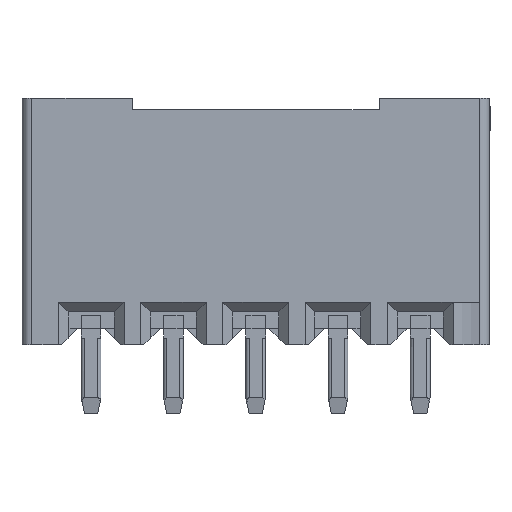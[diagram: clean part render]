
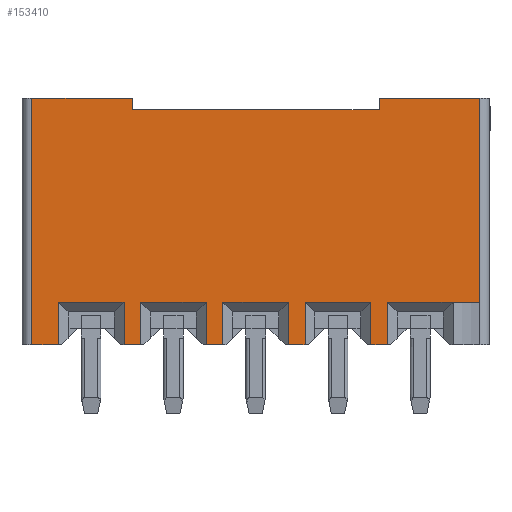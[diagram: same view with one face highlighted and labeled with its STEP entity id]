
A CAD part, front view. The second image highlights one B-rep face of the part: STEP entity #153410.
In plain terms, the highlighted planar face has unit normal (0, -1, 0).
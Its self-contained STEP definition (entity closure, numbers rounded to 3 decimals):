
#8670=CARTESIAN_POINT('',(-2.689,-17.222,2.8));
#8680=VERTEX_POINT('',#8670);
#8710=CARTESIAN_POINT('',(-2.689,-17.222,-12.034));
#8720=DIRECTION('',(0.,0.,1.));
#8730=VECTOR('',#8720,1.);
#8740=LINE('',#8710,#8730);
#8750=CARTESIAN_POINT('',(-2.689,-17.222,-4.7));
#8760=VERTEX_POINT('',#8750);
#8770=EDGE_CURVE('',#8760,#8680,#8740,.T.);
#33510=CARTESIAN_POINT('',(3.161,-17.222,-2.45));
#33520=VERTEX_POINT('',#33510);
#33550=CARTESIAN_POINT('',(-3.039,-17.222,-2.45));
#33560=DIRECTION('',(-1.,0.,0.));
#33570=VECTOR('',#33560,1.);
#33580=LINE('',#33550,#33570);
#33590=CARTESIAN_POINT('',(4.461,-17.222,-2.45));
#33600=VERTEX_POINT('',#33590);
#33610=EDGE_CURVE('',#33600,#33520,#33580,.T.);
#35030=CARTESIAN_POINT('',(4.461,-17.222,-1.95));
#35040=VERTEX_POINT('',#35030);
#35070=CARTESIAN_POINT('',(-3.039,-17.222,-1.95));
#35080=DIRECTION('',(-1.,0.,0.));
#35090=VECTOR('',#35080,1.);
#35100=LINE('',#35070,#35090);
#35110=CARTESIAN_POINT('',(3.161,-17.222,-1.95));
#35120=VERTEX_POINT('',#35110);
#35130=EDGE_CURVE('',#35040,#35120,#35100,.T.);
#36040=CARTESIAN_POINT('',(4.461,-17.222,-9.534));
#36050=DIRECTION('',(0.,0.,-1.));
#36060=VECTOR('',#36050,1.);
#36070=LINE('',#36040,#36060);
#36080=EDGE_CURVE('',#35040,#33600,#36070,.T.);
#36350=CARTESIAN_POINT('',(4.461,-17.222,-4.95));
#36360=VERTEX_POINT('',#36350);
#36390=CARTESIAN_POINT('',(4.461,-17.222,-12.034));
#36400=DIRECTION('',(0.,0.,-1.));
#36410=VECTOR('',#36400,1.);
#36420=LINE('',#36390,#36410);
#36430=CARTESIAN_POINT('',(4.461,-17.222,-4.45));
#36440=VERTEX_POINT('',#36430);
#36450=EDGE_CURVE('',#36440,#36360,#36420,.T.);
#37740=CARTESIAN_POINT('',(3.161,-17.222,-4.45));
#37750=VERTEX_POINT('',#37740);
#37780=CARTESIAN_POINT('',(3.161,-17.222,-9.534));
#37790=DIRECTION('',(0.,0.,1.));
#37800=VECTOR('',#37790,1.);
#37810=LINE('',#37780,#37800);
#37820=EDGE_CURVE('',#37750,#33520,#37810,.T.);
#38070=CARTESIAN_POINT('',(-3.039,-17.222,-4.45));
#38080=DIRECTION('',(-1.,0.,0.));
#38090=VECTOR('',#38080,1.);
#38100=LINE('',#38070,#38090);
#38110=EDGE_CURVE('',#36440,#37750,#38100,.T.);
#39070=CARTESIAN_POINT('',(3.161,-17.222,-4.95));
#39080=VERTEX_POINT('',#39070);
#39110=CARTESIAN_POINT('',(-3.039,-17.222,-4.95));
#39120=DIRECTION('',(-1.,0.,0.));
#39130=VECTOR('',#39120,1.);
#39140=LINE('',#39110,#39130);
#39150=EDGE_CURVE('',#36360,#39080,#39140,.T.);
#39410=CARTESIAN_POINT('',(3.161,-17.222,-6.95));
#39420=VERTEX_POINT('',#39410);
#39450=CARTESIAN_POINT('',(3.161,-17.222,-12.034));
#39460=DIRECTION('',(0.,0.,1.));
#39470=VECTOR('',#39460,1.);
#39480=LINE('',#39450,#39470);
#39490=EDGE_CURVE('',#39420,#39080,#39480,.T.);
#39860=CARTESIAN_POINT('',(4.461,-17.222,-6.95));
#39870=VERTEX_POINT('',#39860);
#39900=CARTESIAN_POINT('',(-3.039,-17.222,-6.95));
#39910=DIRECTION('',(-1.,0.,0.));
#39920=VECTOR('',#39910,1.);
#39930=LINE('',#39900,#39920);
#39940=EDGE_CURVE('',#39870,#39420,#39930,.T.);
#68430=CARTESIAN_POINT('',(4.461,-17.222,-7.75));
#68440=VERTEX_POINT('',#68430);
#68470=CARTESIAN_POINT('',(4.461,-17.222,-12.034));
#68480=DIRECTION('',(0.,0.,-1.));
#68490=VECTOR('',#68480,1.);
#68500=LINE('',#68470,#68490);
#68510=EDGE_CURVE('',#39870,#68440,#68500,.T.);
#68760=CARTESIAN_POINT('',(-3.039,-17.222,-7.75));
#68770=VERTEX_POINT('',#68760);
#69850=CARTESIAN_POINT('',(-3.039,-17.222,-4.7));
#69860=VERTEX_POINT('',#69850);
#69890=CARTESIAN_POINT('',(-3.039,-17.222,-6.166));
#69900=DIRECTION('',(0.,0.,1.));
#69910=VECTOR('',#69900,1.);
#69920=LINE('',#69890,#69910);
#69930=EDGE_CURVE('',#68770,#69860,#69920,.T.);
#71350=CARTESIAN_POINT('',(-3.833,-17.222,-7.75));
#71360=DIRECTION('',(1.,0.,0.));
#71370=VECTOR('',#71360,1.);
#71380=LINE('',#71350,#71370);
#71390=EDGE_CURVE('',#68770,#68440,#71380,.T.);
#76040=CARTESIAN_POINT('',(-3.039,-17.222,-4.7));
#76050=DIRECTION('',(-1.,0.,0.));
#76060=VECTOR('',#76050,1.);
#76070=LINE('',#76040,#76060);
#76080=EDGE_CURVE('',#8760,#69860,#76070,.T.);
#151760=CARTESIAN_POINT('',(3.161,-17.222,5.05));
#151770=VERTEX_POINT('',#151760);
#151780=CARTESIAN_POINT('',(3.161,-17.222,5.85));
#151790=VERTEX_POINT('',#151780);
#151820=CARTESIAN_POINT('',(3.161,-17.222,-2.034));
#151830=DIRECTION('',(0.,0.,1.));
#151840=VECTOR('',#151830,1.);
#151850=LINE('',#151820,#151840);
#151860=EDGE_CURVE('',#151770,#151790,#151850,.T.);
#152270=CARTESIAN_POINT('',(-3.039,-17.222,-2.9));
#152280=DIRECTION('',(0.,-1.,0.));
#152290=DIRECTION('',(0.,0.,-1.));
#152300=AXIS2_PLACEMENT_3D('',#152270,#152280,#152290);
#152310=PLANE('',#152300);
#152320=ORIENTED_EDGE('',*,*,#151860,.T.);
#152330=CARTESIAN_POINT('',(3.161,-17.222,-2.034));
#152340=DIRECTION('',(0.,0.,1.));
#152350=VECTOR('',#152340,1.);
#152360=LINE('',#152330,#152350);
#152370=CARTESIAN_POINT('',(3.161,-17.222,3.05));
#152380=VERTEX_POINT('',#152370);
#152390=EDGE_CURVE('',#152380,#151770,#152360,.T.);
#152400=ORIENTED_EDGE('',*,*,#152390,.T.);
#152410=CARTESIAN_POINT('',(-3.039,-17.222,3.05));
#152420=DIRECTION('',(-1.,0.,0.));
#152430=VECTOR('',#152420,1.);
#152440=LINE('',#152410,#152430);
#152450=CARTESIAN_POINT('',(4.461,-17.222,3.05));
#152460=VERTEX_POINT('',#152450);
#152470=EDGE_CURVE('',#152460,#152380,#152440,.T.);
#152480=ORIENTED_EDGE('',*,*,#152470,.T.);
#152490=CARTESIAN_POINT('',(4.461,-17.222,-4.534));
#152500=DIRECTION('',(0.,0.,-1.));
#152510=VECTOR('',#152500,1.);
#152520=LINE('',#152490,#152510);
#152530=CARTESIAN_POINT('',(4.461,-17.222,2.55));
#152540=VERTEX_POINT('',#152530);
#152550=EDGE_CURVE('',#152460,#152540,#152520,.T.);
#152560=ORIENTED_EDGE('',*,*,#152550,.F.);
#152570=CARTESIAN_POINT('',(-3.039,-17.222,2.55));
#152580=DIRECTION('',(-1.,0.,0.));
#152590=VECTOR('',#152580,1.);
#152600=LINE('',#152570,#152590);
#152610=CARTESIAN_POINT('',(3.161,-17.222,2.55));
#152620=VERTEX_POINT('',#152610);
#152630=EDGE_CURVE('',#152540,#152620,#152600,.T.);
#152640=ORIENTED_EDGE('',*,*,#152630,.F.);
#152650=CARTESIAN_POINT('',(3.161,-17.222,-4.534));
#152660=DIRECTION('',(0.,0.,1.));
#152670=VECTOR('',#152660,1.);
#152680=LINE('',#152650,#152670);
#152690=CARTESIAN_POINT('',(3.161,-17.222,0.55));
#152700=VERTEX_POINT('',#152690);
#152710=EDGE_CURVE('',#152700,#152620,#152680,.T.);
#152720=ORIENTED_EDGE('',*,*,#152710,.T.);
#152730=CARTESIAN_POINT('',(-3.039,-17.222,0.55));
#152740=DIRECTION('',(-1.,0.,0.));
#152750=VECTOR('',#152740,1.);
#152760=LINE('',#152730,#152750);
#152770=CARTESIAN_POINT('',(4.461,-17.222,0.55));
#152780=VERTEX_POINT('',#152770);
#152790=EDGE_CURVE('',#152780,#152700,#152760,.T.);
#152800=ORIENTED_EDGE('',*,*,#152790,.T.);
#152810=CARTESIAN_POINT('',(4.461,-17.222,-7.034));
#152820=DIRECTION('',(0.,0.,-1.));
#152830=VECTOR('',#152820,1.);
#152840=LINE('',#152810,#152830);
#152850=CARTESIAN_POINT('',(4.461,-17.222,0.05));
#152860=VERTEX_POINT('',#152850);
#152870=EDGE_CURVE('',#152780,#152860,#152840,.T.);
#152880=ORIENTED_EDGE('',*,*,#152870,.F.);
#152890=CARTESIAN_POINT('',(-3.039,-17.222,0.05));
#152900=DIRECTION('',(-1.,0.,0.));
#152910=VECTOR('',#152900,1.);
#152920=LINE('',#152890,#152910);
#152930=CARTESIAN_POINT('',(3.161,-17.222,0.05));
#152940=VERTEX_POINT('',#152930);
#152950=EDGE_CURVE('',#152860,#152940,#152920,.T.);
#152960=ORIENTED_EDGE('',*,*,#152950,.F.);
#152970=CARTESIAN_POINT('',(3.161,-17.222,-7.034));
#152980=DIRECTION('',(0.,0.,1.));
#152990=VECTOR('',#152980,1.);
#153000=LINE('',#152970,#152990);
#153010=EDGE_CURVE('',#35120,#152940,#153000,.T.);
#153020=ORIENTED_EDGE('',*,*,#153010,.T.);
#153030=ORIENTED_EDGE('',*,*,#35130,.T.);
#153040=ORIENTED_EDGE('',*,*,#36080,.F.);
#153050=ORIENTED_EDGE('',*,*,#33610,.F.);
#153060=ORIENTED_EDGE('',*,*,#37820,.T.);
#153070=ORIENTED_EDGE('',*,*,#38110,.T.);
#153080=ORIENTED_EDGE('',*,*,#36450,.F.);
#153090=ORIENTED_EDGE('',*,*,#39150,.F.);
#153100=ORIENTED_EDGE('',*,*,#39490,.T.);
#153110=ORIENTED_EDGE('',*,*,#39940,.T.);
#153120=ORIENTED_EDGE('',*,*,#68510,.F.);
#153130=ORIENTED_EDGE('',*,*,#71390,.T.);
#153140=ORIENTED_EDGE('',*,*,#69930,.F.);
#153150=ORIENTED_EDGE('',*,*,#76080,.T.);
#153160=ORIENTED_EDGE('',*,*,#8770,.F.);
#153170=CARTESIAN_POINT('',(-3.039,-17.222,2.8));
#153180=DIRECTION('',(1.,0.,0.));
#153190=VECTOR('',#153180,1.);
#153200=LINE('',#153170,#153190);
#153210=CARTESIAN_POINT('',(-3.039,-17.222,2.8));
#153220=VERTEX_POINT('',#153210);
#153230=EDGE_CURVE('',#153220,#8680,#153200,.T.);
#153240=ORIENTED_EDGE('',*,*,#153230,.T.);
#153250=CARTESIAN_POINT('',(-3.039,-17.222,-2.034));
#153260=DIRECTION('',(0.,0.,-1.));
#153270=VECTOR('',#153260,1.);
#153280=LINE('',#153250,#153270);
#153290=CARTESIAN_POINT('',(-3.039,-17.222,5.85));
#153300=VERTEX_POINT('',#153290);
#153310=EDGE_CURVE('',#153300,#153220,#153280,.T.);
#153320=ORIENTED_EDGE('',*,*,#153310,.T.);
#153330=CARTESIAN_POINT('',(-3.833,-17.222,
5.85));
#153340=DIRECTION('',(1.,0.,0.));
#153350=VECTOR('',#153340,1.);
#153360=LINE('',#153330,#153350);
#153370=EDGE_CURVE('',#153300,#151790,#153360,.T.);
#153380=ORIENTED_EDGE('',*,*,#153370,.F.);
#153390=EDGE_LOOP('',(#153380,#153320,#153240,#153160,#153150,#153140,
#153130,#153120,#153110,#153100,#153090,#153080,#153070,#153060,#153050,
#153040,#153030,#153020,#152960,#152880,#152800,#152720,#152640,#152560,
#152480,#152400,#152320));
#153400=FACE_OUTER_BOUND('',#153390,.T.);
#153410=ADVANCED_FACE('',(#153400),#152310,.T.);
